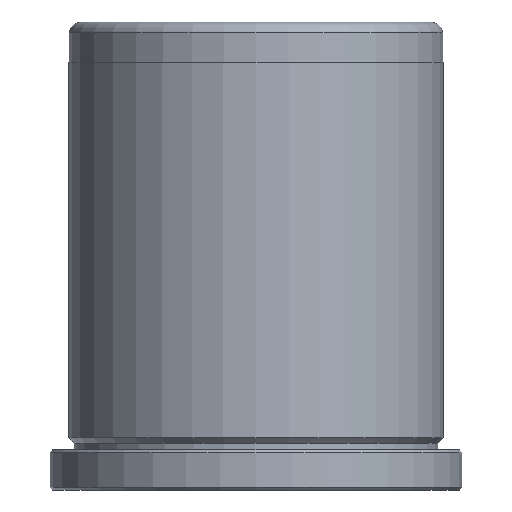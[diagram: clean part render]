
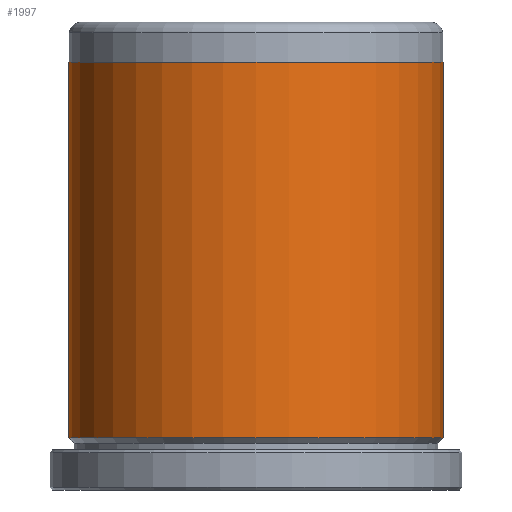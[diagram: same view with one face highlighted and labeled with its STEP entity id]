
A CAD part, front view. The second image highlights one B-rep face of the part: STEP entity #1997.
In plain terms, the highlighted cylindrical face has radius 14 mm (diameter 28 mm), a partial arc.
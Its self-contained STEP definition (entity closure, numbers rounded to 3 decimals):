
#156 = DIRECTION ( 'NONE',  ( -1., 0., 0. ) ) ;
#496 = DIRECTION ( 'NONE',  ( 0., 0., 1. ) ) ;
#1085 = CARTESIAN_POINT ( 'NONE',  ( 0., 0., 35. ) ) ;
#1232 = DIRECTION ( 'NONE',  ( 0., 0., -1. ) ) ;
#1380 = VECTOR ( 'NONE', #1232, 1000. ) ;
#1638 = DIRECTION ( 'NONE',  ( 0., 0., -1. ) ) ;
#1809 = LINE ( 'NONE', #9708, #1380 ) ;
#1997 = ADVANCED_FACE ( 'NONE', ( #2099 ), #15037, .T. ) ;
#2013 = VERTEX_POINT ( 'NONE', #6303 ) ;
#2099 = FACE_OUTER_BOUND ( 'NONE', #7614, .T. ) ;
#3847 = CIRCLE ( 'NONE', #13878, 14. ) ;
#4655 = CIRCLE ( 'NONE', #7549, 14. ) ;
#5250 = DIRECTION ( 'NONE',  ( 0., 0., -1. ) ) ;
#5626 = VERTEX_POINT ( 'NONE', #14947 ) ;
#6303 = CARTESIAN_POINT ( 'NONE',  ( 14., 0., 32. ) ) ;
#6887 = VECTOR ( 'NONE', #11595, 1000. ) ;
#6914 = LINE ( 'NONE', #10378, #6887 ) ;
#6989 = CARTESIAN_POINT ( 'NONE',  ( -14., 0., 32. ) ) ;
#7549 = AXIS2_PLACEMENT_3D ( 'NONE', #7763, #496, #8994 ) ;
#7614 = EDGE_LOOP ( 'NONE', ( #9468, #9938, #7709, #12879 ) ) ;
#7709 = ORIENTED_EDGE ( 'NONE', *, *, #15179, .T. ) ;
#7763 = CARTESIAN_POINT ( 'NONE',  ( 0., 0., 32. ) ) ;
#8964 = EDGE_CURVE ( 'NONE', #2013, #13098, #6914, .T. ) ;
#8994 = DIRECTION ( 'NONE',  ( 1., 0., 0. ) ) ;
#9297 = AXIS2_PLACEMENT_3D ( 'NONE', #1085, #1638, #156 ) ;
#9468 = ORIENTED_EDGE ( 'NONE', *, *, #8964, .F. ) ;
#9708 = CARTESIAN_POINT ( 'NONE',  ( -14., 0., 35. ) ) ;
#9938 = ORIENTED_EDGE ( 'NONE', *, *, #11266, .F. ) ;
#10378 = CARTESIAN_POINT ( 'NONE',  ( 14., 0., 35. ) ) ;
#11266 = EDGE_CURVE ( 'NONE', #13746, #2013, #4655, .T. ) ;
#11595 = DIRECTION ( 'NONE',  ( 0., 0., -1. ) ) ;
#12383 = CARTESIAN_POINT ( 'NONE',  ( 14., 0., 3.9 ) ) ;
#12522 = CARTESIAN_POINT ( 'NONE',  ( 0., 0., 3.9 ) ) ;
#12879 = ORIENTED_EDGE ( 'NONE', *, *, #14940, .F. ) ;
#13098 = VERTEX_POINT ( 'NONE', #12383 ) ;
#13746 = VERTEX_POINT ( 'NONE', #6989 ) ;
#13772 = DIRECTION ( 'NONE',  ( -1., 0., 0. ) ) ;
#13878 = AXIS2_PLACEMENT_3D ( 'NONE', #12522, #5250, #13772 ) ;
#14940 = EDGE_CURVE ( 'NONE', #13098, #5626, #3847, .T. ) ;
#14947 = CARTESIAN_POINT ( 'NONE',  ( -14., 0., 3.9 ) ) ;
#15037 = CYLINDRICAL_SURFACE ( 'NONE', #9297, 14. ) ;
#15179 = EDGE_CURVE ( 'NONE', #13746, #5626, #1809, .T. ) ;
